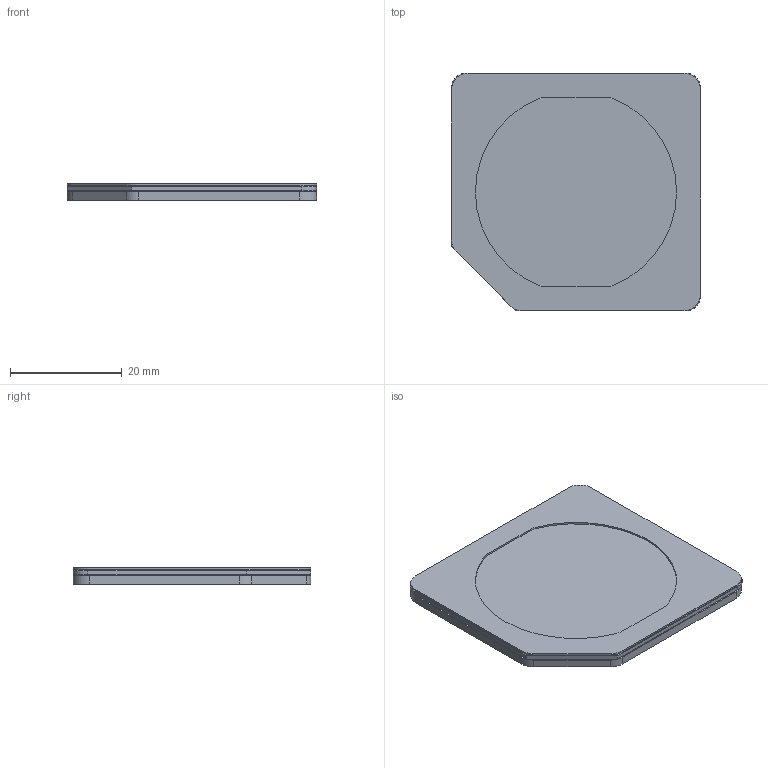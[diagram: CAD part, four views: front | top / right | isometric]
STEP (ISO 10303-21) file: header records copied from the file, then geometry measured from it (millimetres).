
FILE_DESCRIPTION(/* description */ (''),/* implementation_level */ '2;1');
FILE_NAME(/* name */ 'SBAF-F-SET_3D-CAD.stp',/* time_stamp */ '2021-10-07T11:56:17-04:00',/* author */ ('us0alz'),/* organization */ (''),/* preprocessor_version */ 'ST-DEVELOPER v17',/* originating_system */ 'Autodesk Inventor 2019',/* authorisation */ '');
FILE_SCHEMA (('AUTOMOTIVE_DESIGN { 1 0 10303 214 3 1 1 }'));
Length unit declared in the file: millimetre
Products named in the file (1): SBAF-F-SET_3D-CAD
Bounding box: 44.6 x 42.6 x 2.9 mm (x, y, z)
Volume: 3492 mm3; surface area: 4422 mm2
Topology: 1 solids, 1 shells, 72 faces, 180 edges, 112 vertices
Faces by surface type: plane 41, cylinder 25, cone 6
Entity records: 2182 total; most frequent: DIRECTION 390, CARTESIAN_POINT 365, ORIENTED_EDGE 360, EDGE_CURVE 180, AXIS2_PLACEMENT_3D 137, LINE 116, VECTOR 116, VERTEX_POINT 112
